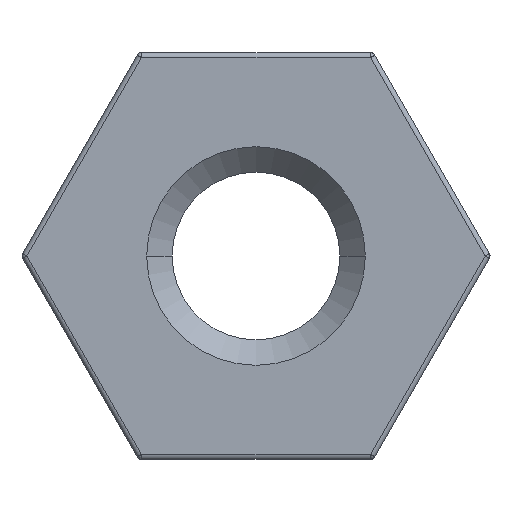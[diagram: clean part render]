
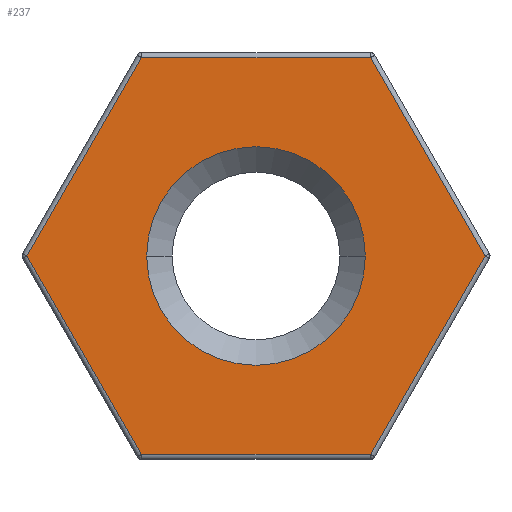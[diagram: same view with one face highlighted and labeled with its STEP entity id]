
A CAD part, left-side view. The second image highlights one B-rep face of the part: STEP entity #237.
In plain terms, the highlighted planar face has unit normal (-1, 0, 0).
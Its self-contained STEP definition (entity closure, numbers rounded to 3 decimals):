
#1 = ORIENTED_EDGE ( 'NONE', *, *, #200, .T. ) ;
#27 = ORIENTED_EDGE ( 'NONE', *, *, #147, .T. ) ;
#84 = VECTOR ( 'NONE', #383, 1000. ) ;
#90 = DIRECTION ( 'NONE',  ( 0., -0.5, -0.866 ) ) ;
#106 = CARTESIAN_POINT ( 'NONE',  ( 0., 2.252, -3.9 ) ) ;
#121 = ORIENTED_EDGE ( 'NONE', *, *, #140, .T. ) ;
#128 = ORIENTED_EDGE ( 'NONE', *, *, #197, .T. ) ;
#138 = EDGE_CURVE ( 'NONE', #936, #633, #1072, .T. ) ;
#140 = EDGE_CURVE ( 'NONE', #1006, #606, #697, .T. ) ;
#147 = EDGE_CURVE ( 'NONE', #594, #860, #1049, .T. ) ;
#151 = DIRECTION ( 'NONE',  ( 0., 1., 0. ) ) ;
#165 = EDGE_CURVE ( 'NONE', #495, #936, #793, .T. ) ;
#166 = CARTESIAN_POINT ( 'NONE',  ( 0., 3.377, 1.95 ) ) ;
#192 = EDGE_CURVE ( 'NONE', #1119, #594, #682, .T. ) ;
#197 = EDGE_CURVE ( 'NONE', #633, #1119, #475, .T. ) ;
#200 = EDGE_CURVE ( 'NONE', #606, #1006, #627, .T. ) ;
#208 = EDGE_CURVE ( 'NONE', #860, #495, #364, .T. ) ;
#237 = ADVANCED_FACE ( 'NONE', ( #754, #1185 ), #1271, .F. ) ;
#248 = DIRECTION ( 'NONE',  ( 0., 1., 0. ) ) ;
#249 = CARTESIAN_POINT ( 'NONE',  ( 0., 0., 3.9 ) ) ;
#254 = CARTESIAN_POINT ( 'NONE',  ( 0., 0., 0. ) ) ;
#258 = DIRECTION ( 'NONE',  ( 1., 0., 0. ) ) ;
#261 = CARTESIAN_POINT ( 'NONE',  ( 0., 0., -3.9 ) ) ;
#262 = ORIENTED_EDGE ( 'NONE', *, *, #165, .T. ) ;
#267 = DIRECTION ( 'NONE',  ( 0., -1., 0. ) ) ;
#297 = DIRECTION ( 'NONE',  ( 0., 0.5, -0.866 ) ) ;
#319 = CARTESIAN_POINT ( 'NONE',  ( 0., 3.377, -1.95 ) ) ;
#322 = ORIENTED_EDGE ( 'NONE', *, *, #138, .T. ) ;
#325 = ORIENTED_EDGE ( 'NONE', *, *, #208, .T. ) ;
#348 = CARTESIAN_POINT ( 'NONE',  ( 0., 4.503, 0. ) ) ;
#350 = VECTOR ( 'NONE', #151, 1000. ) ;
#364 = LINE ( 'NONE', #166, #806 ) ;
#376 = VECTOR ( 'NONE', #267, 1000. ) ;
#381 = CARTESIAN_POINT ( 'NONE',  ( 0., -4.503, 0. ) ) ;
#383 = DIRECTION ( 'NONE',  ( 0., -0.5, 0.866 ) ) ;
#411 = CARTESIAN_POINT ( 'NONE',  ( 0., 0., 0. ) ) ;
#443 = CARTESIAN_POINT ( 'NONE',  ( 0., -2.252, 3.9 ) ) ;
#456 = AXIS2_PLACEMENT_3D ( 'NONE', #411, #1204, #685 ) ;
#475 = LINE ( 'NONE', #1012, #84 ) ;
#495 = VERTEX_POINT ( 'NONE', #348 ) ;
#536 = VECTOR ( 'NONE', #90, 1000. ) ;
#540 = CARTESIAN_POINT ( 'NONE',  ( 0., 2.15, 0. ) ) ;
#546 = CARTESIAN_POINT ( 'NONE',  ( 0., 2.252, 3.9 ) ) ;
#594 = VERTEX_POINT ( 'NONE', #443 ) ;
#606 = VERTEX_POINT ( 'NONE', #540 ) ;
#627 = CIRCLE ( 'NONE', #655, 2.15 ) ;
#631 = ORIENTED_EDGE ( 'NONE', *, *, #192, .T. ) ;
#633 = VERTEX_POINT ( 'NONE', #865 ) ;
#653 = DIRECTION ( 'NONE',  ( 1., 0., 0. ) ) ;
#655 = AXIS2_PLACEMENT_3D ( 'NONE', #1177, #653, #1256 ) ;
#682 = LINE ( 'NONE', #863, #891 ) ;
#685 = DIRECTION ( 'NONE',  ( 0., 1., 0. ) ) ;
#697 = CIRCLE ( 'NONE', #914, 2.15 ) ;
#754 = FACE_OUTER_BOUND ( 'NONE', #1095, .T. ) ;
#793 = LINE ( 'NONE', #319, #536 ) ;
#806 = VECTOR ( 'NONE', #297, 1000. ) ;
#844 = EDGE_LOOP ( 'NONE', ( #1, #121 ) ) ;
#860 = VERTEX_POINT ( 'NONE', #546 ) ;
#863 = CARTESIAN_POINT ( 'NONE',  ( 0., -3.377, 1.95 ) ) ;
#865 = CARTESIAN_POINT ( 'NONE',  ( 0., -2.252, -3.9 ) ) ;
#891 = VECTOR ( 'NONE', #913, 1000. ) ;
#913 = DIRECTION ( 'NONE',  ( 0., 0.5, 0.866 ) ) ;
#914 = AXIS2_PLACEMENT_3D ( 'NONE', #254, #258, #248 ) ;
#936 = VERTEX_POINT ( 'NONE', #106 ) ;
#986 = CARTESIAN_POINT ( 'NONE',  ( 0., -2.15, 0. ) ) ;
#1006 = VERTEX_POINT ( 'NONE', #986 ) ;
#1012 = CARTESIAN_POINT ( 'NONE',  ( 0., -3.377, -1.95 ) ) ;
#1049 = LINE ( 'NONE', #249, #350 ) ;
#1072 = LINE ( 'NONE', #261, #376 ) ;
#1095 = EDGE_LOOP ( 'NONE', ( #631, #27, #325, #262, #322, #128 ) ) ;
#1119 = VERTEX_POINT ( 'NONE', #381 ) ;
#1177 = CARTESIAN_POINT ( 'NONE',  ( 0., 0., 0. ) ) ;
#1185 = FACE_BOUND ( 'NONE', #844, .T. ) ;
#1204 = DIRECTION ( 'NONE',  ( 1., 0., 0. ) ) ;
#1256 = DIRECTION ( 'NONE',  ( 0., 1., 0. ) ) ;
#1271 = PLANE ( 'NONE',  #456 ) ;
